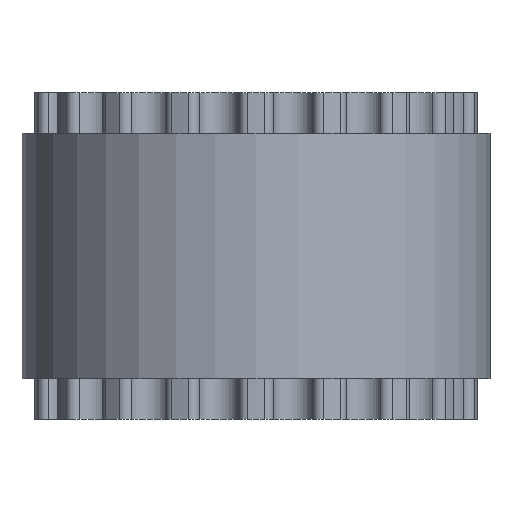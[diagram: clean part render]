
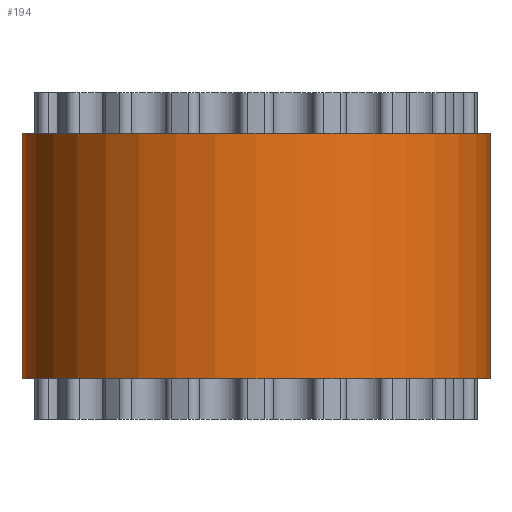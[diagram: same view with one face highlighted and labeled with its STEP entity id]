
A CAD part, front view. The second image highlights one B-rep face of the part: STEP entity #194.
In plain terms, the highlighted cylindrical face has radius 5.73 mm (diameter 11.459 mm), a full revolution.
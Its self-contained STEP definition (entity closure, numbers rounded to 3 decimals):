
#97=FACE_BOUND('',#416,.T.);
#98=FACE_BOUND('',#417,.T.);
#194=ADVANCED_FACE('',(#97,#98),#267,.T.);
#267=CYLINDRICAL_SURFACE('',#1727,5.73);
#416=EDGE_LOOP('',(#994));
#417=EDGE_LOOP('',(#995));
#994=ORIENTED_EDGE('',*,*,#1358,.T.);
#995=ORIENTED_EDGE('',*,*,#1359,.T.);
#1140=VERTEX_POINT('',#2680);
#1141=VERTEX_POINT('',#2682);
#1358=EDGE_CURVE('',#1140,#1140,#1504,.T.);
#1359=EDGE_CURVE('',#1141,#1141,#1505,.T.);
#1504=CIRCLE('',#1725,5.73);
#1505=CIRCLE('',#1726,5.73);
#1725=AXIS2_PLACEMENT_3D('',#2679,#2238,#2239);
#1726=AXIS2_PLACEMENT_3D('',#2681,#2240,#2241);
#1727=AXIS2_PLACEMENT_3D('',#2683,#2242,#2243);
#2238=DIRECTION('',(0.,0.,1.));
#2239=DIRECTION('',(1.,0.,0.));
#2240=DIRECTION('',(0.,0.,-1.));
#2241=DIRECTION('',(1.,0.,0.));
#2242=DIRECTION('',(0.,0.,1.));
#2243=DIRECTION('',(1.,0.,0.));
#2679=CARTESIAN_POINT('',(0.,0.,1.));
#2680=CARTESIAN_POINT('',(5.73,0.,1.));
#2681=CARTESIAN_POINT('',(0.,0.,7.));
#2682=CARTESIAN_POINT('',(5.73,0.,7.));
#2683=CARTESIAN_POINT('',(0.,0.,1.));
